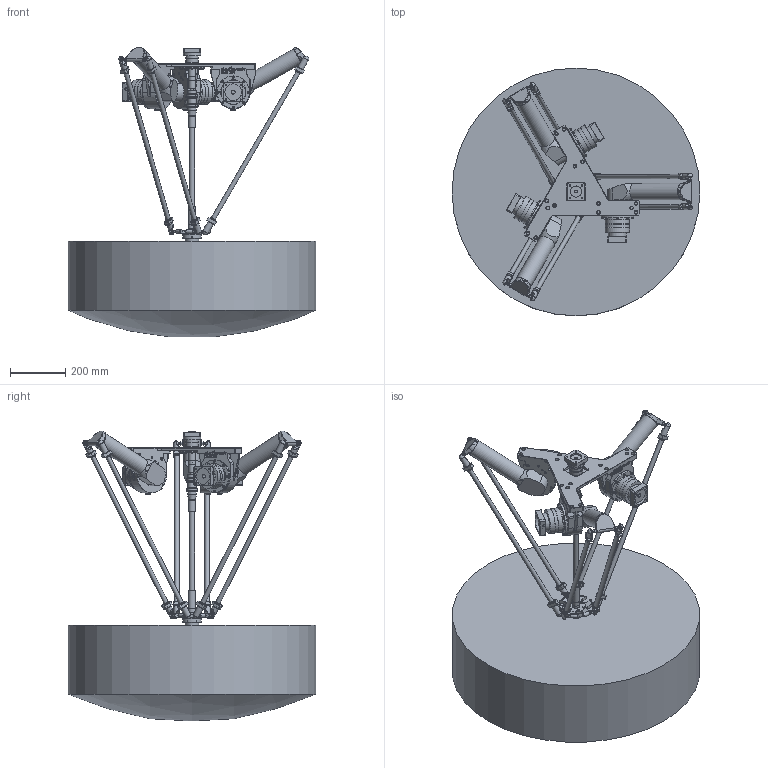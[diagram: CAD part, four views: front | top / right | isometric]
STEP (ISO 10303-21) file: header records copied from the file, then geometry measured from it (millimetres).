
FILE_DESCRIPTION(/* description */ ('Norm.iam Teamplte'),/* implementation_level */ '2;1');
FILE_NAME(/* name */ '3D-model_AL_00004.stp',/* time_stamp */ '2023-06-13T08:21:53+02:00',/* author */ ('paul.kammergruber'),/* organization */ (''),/* preprocessor_version */ 'ST-DEVELOPER v16.5',/* originating_system */ 'Autodesk Inventor 2017',/* authorisation */ '');
FILE_SCHEMA (('AUTOMOTIVE_DESIGN { 1 0 10303 214 3 1 1 }'));
Products named in the file (13): AL_00004_DUMMY DELTA Robotermechanik RL3-600-1kg; MT_WST00111181 Oberarm; MT_WST00111214 Dummy Unterarm; MT_BGR00105121 Dummy Roboterbasis; MT_WST00111151 n/a; MT_WST00111188 Getriebe; MT_WST00111340 Dummy Flansch; MT_WST00111349 Getriebe; MT_WST00111345 Dummy Werkzeugträger; MT_WST00112137 Dummy Teleskop oben; MT_WST00111346 Flansch; MT_WST00111352 Dummy Teleskopwelle; MT_WST00111288
Assembly tree (21 placements, depth 3):
  AL_00004_DUMMY DELTA Robotermechanik RL3-600-1kg
    MT_WST00111181 Oberarm  x3
    MT_WST00111214 Dummy Unterarm  x6
    MT_BGR00105121 Dummy Roboterbasis
      MT_WST00111151 n/a
      MT_WST00111188 Getriebe  x3
      MT_WST00111340 Dummy Flansch
      MT_WST00111349 Getriebe
    MT_WST00111345 Dummy Werkzeugträger
    MT_WST00112137 Dummy Teleskop oben
    MT_WST00111346 Flansch
    MT_WST00111352 Dummy Teleskopwelle
    MT_WST00111288
Bounding box: 900 x 900 x 1053.22 mm (x, y, z)
Volume: 200902937.3 mm3; surface area: 3201558.8 mm2
Topology: 20 solids, 20 shells, 3077 faces, 7238 edges, 4388 vertices
Faces by surface type: plane 1342, cylinder 909, bspline 289, cone 243, sphere 185, torus 109
Full cylindrical faces by diameter (mm): 3.242 x6, 4.134 x16, 4.917 x37, 5.5 x24, 5.8 x4, 6 x4, 6.647 x9, 7 x32, 9 x9, 9.66 x3, 9.8 x3, 10 x3, 10.106 x12, 12 x2, 13 x2, 13.5 x12, 14 x4, 16 x6, 17 x3, 18 x3, 19 x4, 22 x24, 25 x6, 31 x2, 32 x3, 35 x2, 40 x1, 46 x2, 50 x2, 55 x3
Entity records: 61028 total; most frequent: CARTESIAN_POINT 19438, DIRECTION 8387, ORIENTED_EDGE 7768, EDGE_CURVE 3884, AXIS2_PLACEMENT_3D 3008, VERTEX_POINT 2584, LINE 2371, VECTOR 2371
